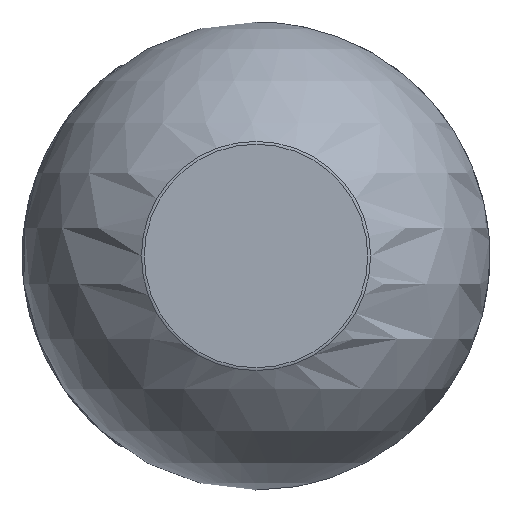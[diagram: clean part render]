
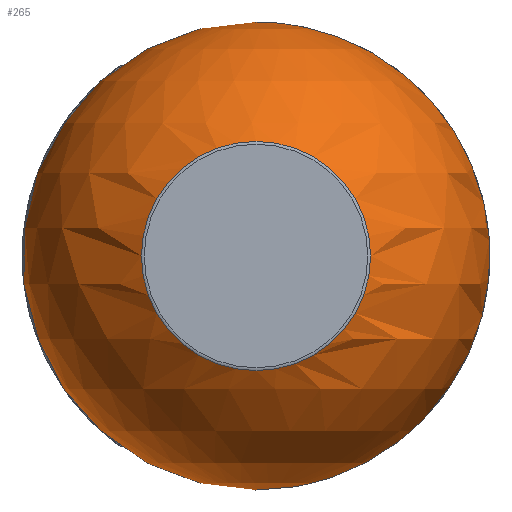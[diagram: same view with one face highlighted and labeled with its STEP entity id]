
A CAD part, left-side view. The second image highlights one B-rep face of the part: STEP entity #265.
In plain terms, the highlighted spherical face has radius 8 mm.
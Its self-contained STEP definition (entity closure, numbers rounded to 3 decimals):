
#1 = FACE_OUTER_BOUND ( 'NONE', #809, .T. ) ;
#75 = CIRCLE ( 'NONE', #373, 3.919 ) ;
#86 = AXIS2_PLACEMENT_3D ( 'NONE', #841, #186, #901 ) ;
#88 = VERTEX_POINT ( 'NONE', #815 ) ;
#109 = CARTESIAN_POINT ( 'NONE',  ( -6.974, 0., 0. ) ) ;
#181 = EDGE_CURVE ( 'NONE', #873, #873, #75, .T. ) ;
#186 = DIRECTION ( 'NONE',  ( 1., 0., 0. ) ) ;
#221 = CARTESIAN_POINT ( 'NONE',  ( -6.974, 3.919, 0. ) ) ;
#265 = ADVANCED_FACE ( 'NONE', ( #569, #1 ), #271, .T. ) ;
#271 = SPHERICAL_SURFACE ( 'NONE', #525, 8. ) ;
#373 = AXIS2_PLACEMENT_3D ( 'NONE', #109, #748, #886 ) ;
#459 = CIRCLE ( 'NONE', #86, 4.223 ) ;
#525 = AXIS2_PLACEMENT_3D ( 'NONE', #920, #641, #854 ) ;
#542 = ORIENTED_EDGE ( 'NONE', *, *, #704, .F. ) ;
#569 = FACE_OUTER_BOUND ( 'NONE', #596, .T. ) ;
#596 = EDGE_LOOP ( 'NONE', ( #659 ) ) ;
#641 = DIRECTION ( 'NONE',  ( 0., 0., 1. ) ) ;
#659 = ORIENTED_EDGE ( 'NONE', *, *, #181, .T. ) ;
#704 = EDGE_CURVE ( 'NONE', #88, #88, #459, .T. ) ;
#748 = DIRECTION ( 'NONE',  ( 1., 0., 0. ) ) ;
#809 = EDGE_LOOP ( 'NONE', ( #542 ) ) ;
#815 = CARTESIAN_POINT ( 'NONE',  ( 6.795, 4.223, 0. ) ) ;
#841 = CARTESIAN_POINT ( 'NONE',  ( 6.795, 0., 0. ) ) ;
#854 = DIRECTION ( 'NONE',  ( 0., 1., 0. ) ) ;
#873 = VERTEX_POINT ( 'NONE', #221 ) ;
#886 = DIRECTION ( 'NONE',  ( 0., 1., 0. ) ) ;
#901 = DIRECTION ( 'NONE',  ( 0., 1., 0. ) ) ;
#920 = CARTESIAN_POINT ( 'NONE',  ( 0., 0., 0. ) ) ;
